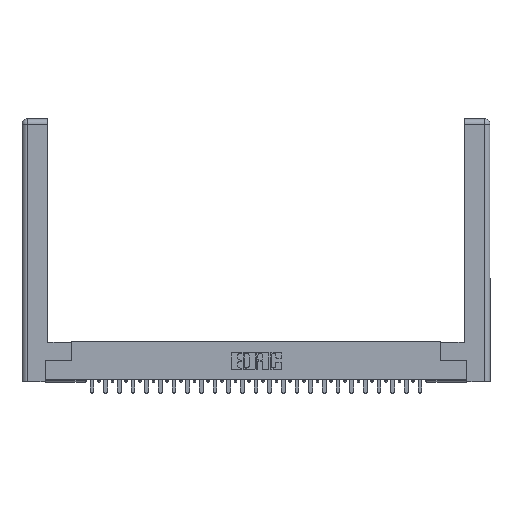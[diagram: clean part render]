
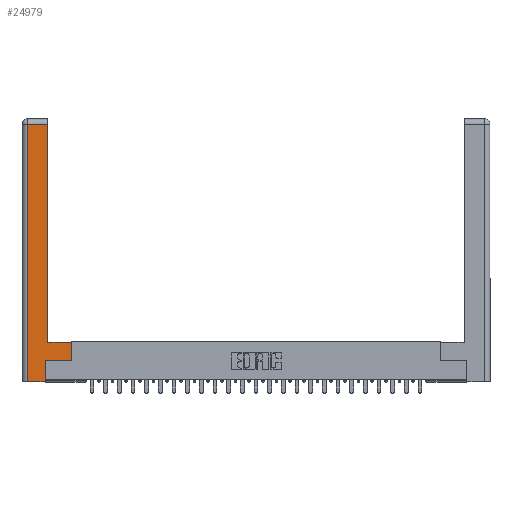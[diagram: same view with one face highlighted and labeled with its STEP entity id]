
A CAD part, top view. The second image highlights one B-rep face of the part: STEP entity #24979.
In plain terms, the highlighted planar face has unit normal (0, 0, 1).
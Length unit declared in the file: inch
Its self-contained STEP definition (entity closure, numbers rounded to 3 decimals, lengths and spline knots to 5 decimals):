
#546 = CARTESIAN_POINT ( 'NONE',  ( 0.265, 0.245, 0. ) ) ;
#641 = VECTOR ( 'NONE', #15072, 39.37008 ) ;
#1763 = CARTESIAN_POINT ( 'NONE',  ( 0.565, 0.245, 0. ) ) ;
#2918 = CARTESIAN_POINT ( 'NONE',  ( 0.265, 0., 0. ) ) ;
#3779 = EDGE_CURVE ( 'NONE', #21670, #22394, #10949, .T. ) ;
#4527 = AXIS2_PLACEMENT_3D ( 'NONE', #4634, #14595, #11687 ) ;
#4634 = CARTESIAN_POINT ( 'NONE',  ( 0., 0., 0. ) ) ;
#4867 = LINE ( 'NONE', #25934, #10606 ) ;
#5198 = VERTEX_POINT ( 'NONE', #10663 ) ;
#5299 = LINE ( 'NONE', #8559, #30184 ) ;
#5454 = EDGE_CURVE ( 'NONE', #5198, #15349, #17351, .T. ) ;
#5471 = VERTEX_POINT ( 'NONE', #15524 ) ;
#6202 = ORIENTED_EDGE ( 'NONE', *, *, #24119, .T. ) ;
#7072 = CARTESIAN_POINT ( 'NONE',  ( 0.265, 0., 0. ) ) ;
#7750 = VECTOR ( 'NONE', #25005, 39.37008 ) ;
#8196 = DIRECTION ( 'NONE',  ( -1., 0., 0. ) ) ;
#8559 = CARTESIAN_POINT ( 'NONE',  ( 0.565, 0.45, 0. ) ) ;
#9534 = VECTOR ( 'NONE', #18851, 39.37008 ) ;
#9947 = CARTESIAN_POINT ( 'NONE',  ( 0.295, 2.94, 0. ) ) ;
#10520 = EDGE_LOOP ( 'NONE', ( #22619, #21266, #6202, #15737, #17225, #21696, #20892, #22818 ) ) ;
#10537 = EDGE_CURVE ( 'NONE', #22305, #31639, #4867, .T. ) ;
#10606 = VECTOR ( 'NONE', #16140, 39.37008 ) ;
#10663 = CARTESIAN_POINT ( 'NONE',  ( 0.0615, 0., 0. ) ) ;
#10949 = LINE ( 'NONE', #14849, #12101 ) ;
#11231 = VECTOR ( 'NONE', #30056, 39.37008 ) ;
#11687 = DIRECTION ( 'NONE',  ( -1., 0., 0. ) ) ;
#12101 = VECTOR ( 'NONE', #8196, 39.37008 ) ;
#12571 = EDGE_CURVE ( 'NONE', #31548, #5471, #16099, .T. ) ;
#14595 = DIRECTION ( 'NONE',  ( 0., 0., -1. ) ) ;
#14849 = CARTESIAN_POINT ( 'NONE',  ( 0.295, 0.45, 0. ) ) ;
#15072 = DIRECTION ( 'NONE',  ( 0., -1., 0. ) ) ;
#15349 = VERTEX_POINT ( 'NONE', #7072 ) ;
#15524 = CARTESIAN_POINT ( 'NONE',  ( 0.565, 0.245, 0. ) ) ;
#15737 = ORIENTED_EDGE ( 'NONE', *, *, #5454, .T. ) ;
#16099 = LINE ( 'NONE', #1763, #9534 ) ;
#16140 = DIRECTION ( 'NONE',  ( -1., 0., 0. ) ) ;
#17074 = CARTESIAN_POINT ( 'NONE',  ( 0.295, 3., 0. ) ) ;
#17225 = ORIENTED_EDGE ( 'NONE', *, *, #17357, .T. ) ;
#17351 = LINE ( 'NONE', #2918, #11231 ) ;
#17357 = EDGE_CURVE ( 'NONE', #15349, #31548, #28037, .T. ) ;
#18729 = CARTESIAN_POINT ( 'NONE',  ( 0.565, 0.45, 0. ) ) ;
#18851 = DIRECTION ( 'NONE',  ( 1., 0., 0. ) ) ;
#20126 = EDGE_CURVE ( 'NONE', #22394, #22305, #22649, .T. ) ;
#20892 = ORIENTED_EDGE ( 'NONE', *, *, #21586, .T. ) ;
#21266 = ORIENTED_EDGE ( 'NONE', *, *, #10537, .T. ) ;
#21486 = VECTOR ( 'NONE', #21660, 39.37008 ) ;
#21586 = EDGE_CURVE ( 'NONE', #5471, #21670, #5299, .T. ) ;
#21660 = DIRECTION ( 'NONE',  ( 0., 1., 0. ) ) ;
#21670 = VERTEX_POINT ( 'NONE', #18729 ) ;
#21696 = ORIENTED_EDGE ( 'NONE', *, *, #12571, .T. ) ;
#22044 = CARTESIAN_POINT ( 'NONE',  ( 0.265, 0.245, 0. ) ) ;
#22305 = VERTEX_POINT ( 'NONE', #9947 ) ;
#22394 = VERTEX_POINT ( 'NONE', #30276 ) ;
#22619 = ORIENTED_EDGE ( 'NONE', *, *, #20126, .T. ) ;
#22649 = LINE ( 'NONE', #17074, #21486 ) ;
#22818 = ORIENTED_EDGE ( 'NONE', *, *, #3779, .T. ) ;
#24119 = EDGE_CURVE ( 'NONE', #31639, #5198, #26601, .T. ) ;
#24979 = ADVANCED_FACE ( 'NONE', ( #28868 ), #28892, .F. ) ;
#25005 = DIRECTION ( 'NONE',  ( 0., 1., 0. ) ) ;
#25799 = CARTESIAN_POINT ( 'NONE',  ( 0.0615, 0., 0. ) ) ;
#25934 = CARTESIAN_POINT ( 'NONE',  ( 0.0615, 2.94, 0. ) ) ;
#26601 = LINE ( 'NONE', #25799, #641 ) ;
#27114 = CARTESIAN_POINT ( 'NONE',  ( 0.0615, 2.94, 0. ) ) ;
#27811 = DIRECTION ( 'NONE',  ( 0., 1., 0. ) ) ;
#28037 = LINE ( 'NONE', #546, #7750 ) ;
#28868 = FACE_OUTER_BOUND ( 'NONE', #10520, .T. ) ;
#28892 = PLANE ( 'NONE',  #4527 ) ;
#30056 = DIRECTION ( 'NONE',  ( 1., 0., 0. ) ) ;
#30184 = VECTOR ( 'NONE', #27811, 39.37008 ) ;
#30276 = CARTESIAN_POINT ( 'NONE',  ( 0.295, 0.45, 0. ) ) ;
#31548 = VERTEX_POINT ( 'NONE', #22044 ) ;
#31639 = VERTEX_POINT ( 'NONE', #27114 ) ;
